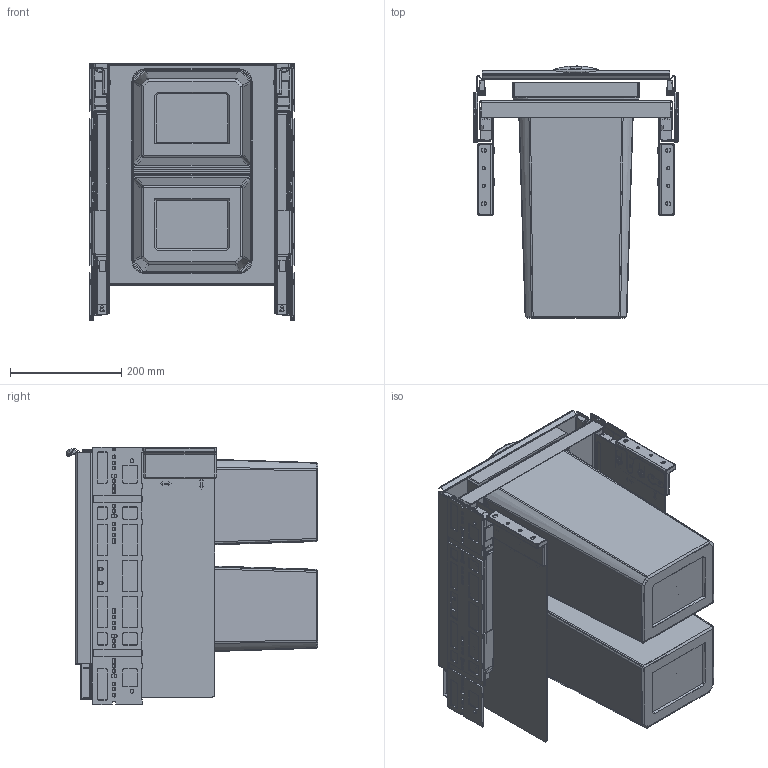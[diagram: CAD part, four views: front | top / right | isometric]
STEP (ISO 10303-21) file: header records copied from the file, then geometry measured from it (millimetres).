
FILE_DESCRIPTION(('STEP AP214'),'1');
FILE_NAME('8012356_V Cox Base 460 S_400-2.STP','2024-08-13T08:21:17',(' '),(' '),'Spatial InterOp 3D',' ',' ');
FILE_SCHEMA(('AUTOMOTIVE_DESIGN { 1 0 10303 214 1 1 1 1 }'));
Length unit declared in the file: millimetre
Products named in the file (1): 3D-Objekt
Bounding box: 368 x 453.08 x 464 mm (x, y, z)
Volume: 3541967.2 mm3; surface area: 2951475 mm2
Topology: 29 solids, 31 shells, 4132 faces, 10728 edges, 6680 vertices
Faces by surface type: plane 1714, cylinder 1580, torus 588, cone 86, sphere 78, bspline 70, extrusion 16
Entity records: 138934 total; most frequent: CARTESIAN_POINT 27151, DIRECTION 22433, ORIENTED_EDGE 21300, EDGE_CURVE 10650, AXIS2_PLACEMENT_3D 8223, VERTEX_POINT 6680, VECTOR 5987, LINE 5971
